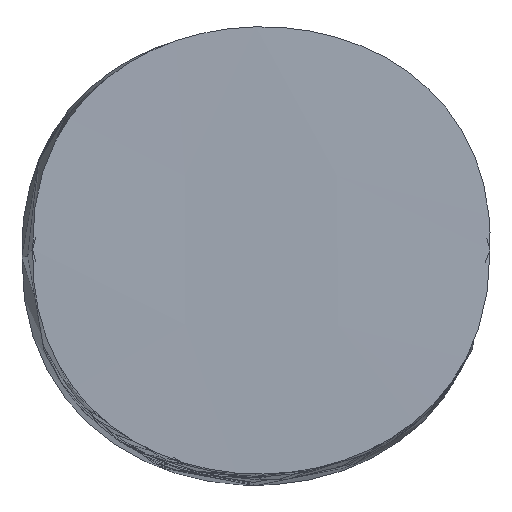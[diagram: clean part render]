
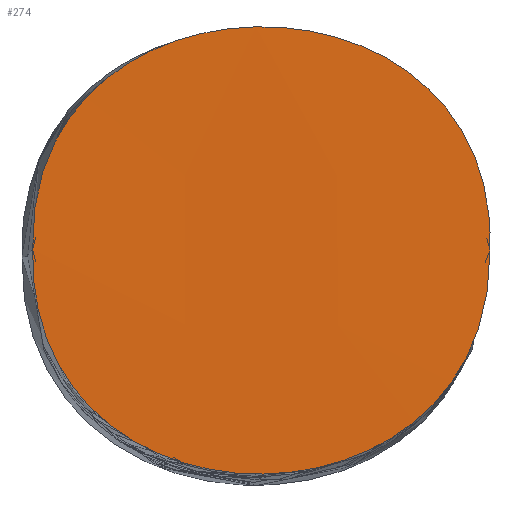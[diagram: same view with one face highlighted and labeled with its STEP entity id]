
A CAD part, top view. The second image highlights one B-rep face of the part: STEP entity #274.
In plain terms, the highlighted free-form (B-spline) face has degree [3, 3] with [4, 4] control points.
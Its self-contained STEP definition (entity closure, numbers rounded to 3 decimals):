
#79 = B_SPLINE_SURFACE_WITH_KNOTS('',3,3,(
    (#80,#81,#82,#83)
    ,(#84,#85,#86,#87)
    ,(#88,#89,#90,#91)
    ,(#92,#93,#94,#95
    )),.UNSPECIFIED.,.F.,.F.,.F.,(4,4),(4,4),(0.,1.),(0.,1.),
  .PIECEWISE_BEZIER_KNOTS.);
#80 = CARTESIAN_POINT('',(-0.129,-0.002,
    1.002));
#81 = CARTESIAN_POINT('',(-0.131,0.,
    0.336));
#82 = CARTESIAN_POINT('',(-0.129,0.004,
    -0.326));
#83 = CARTESIAN_POINT('',(-0.13,-0.009,
    -0.999));
#84 = CARTESIAN_POINT('',(-0.119,0.16,1.003)
  );
#85 = CARTESIAN_POINT('',(-0.113,0.155,0.329)
  );
#86 = CARTESIAN_POINT('',(-0.131,0.158,-0.342
    ));
#87 = CARTESIAN_POINT('',(-0.119,0.157,-0.999
    ));
#88 = CARTESIAN_POINT('',(0.125,0.147,0.996)
  );
#89 = CARTESIAN_POINT('',(0.127,0.157,0.328)
  );
#90 = CARTESIAN_POINT('',(0.128,0.139,-0.325)
  );
#91 = CARTESIAN_POINT('',(0.125,0.152,-1.003)
  );
#92 = CARTESIAN_POINT('',(0.125,-0.01,
    0.995));
#93 = CARTESIAN_POINT('',(0.127,-0.013,
    0.341));
#94 = CARTESIAN_POINT('',(0.125,-0.003,
    -0.343));
#95 = CARTESIAN_POINT('',(0.126,-0.018,
    -0.999));
#119 = B_SPLINE_SURFACE_WITH_KNOTS('',3,3,(
    (#120,#121,#122,#123)
    ,(#124,#125,#126,#127)
    ,(#128,#129,#130,#131)
    ,(#132,#133,#134,#135
    )),.UNSPECIFIED.,.F.,.F.,.F.,(4,4),(4,4),(0.,1.),(0.,1.),
  .PIECEWISE_BEZIER_KNOTS.);
#120 = CARTESIAN_POINT('',(0.115,0.006,
    0.997));
#121 = CARTESIAN_POINT('',(0.121,-0.008,
    0.331));
#122 = CARTESIAN_POINT('',(0.124,-0.003,
    -0.327));
#123 = CARTESIAN_POINT('',(0.124,0.003,
    -0.994));
#124 = CARTESIAN_POINT('',(0.118,-0.158,1.006
    ));
#125 = CARTESIAN_POINT('',(0.117,-0.155,0.346)
  );
#126 = CARTESIAN_POINT('',(0.128,-0.155,-0.326
    ));
#127 = CARTESIAN_POINT('',(0.117,-0.162,
    -0.995));
#128 = CARTESIAN_POINT('',(-0.123,-0.163,
    1.));
#129 = CARTESIAN_POINT('',(-0.119,-0.165,
    0.322));
#130 = CARTESIAN_POINT('',(-0.132,-0.164,
    -0.334));
#131 = CARTESIAN_POINT('',(-0.122,-0.171,
    -0.994));
#132 = CARTESIAN_POINT('',(-0.122,-0.001,
    0.996));
#133 = CARTESIAN_POINT('',(-0.127,-0.01,
    0.338));
#134 = CARTESIAN_POINT('',(-0.122,-0.003,
    -0.338));
#135 = CARTESIAN_POINT('',(-0.124,0.002,
    -1.005));
#150 = VERTEX_POINT('',#151);
#151 = CARTESIAN_POINT('',(0.122,-0.002,
    1.));
#174 = EDGE_CURVE('',#150,#175,#177,.T.);
#175 = VERTEX_POINT('',#176);
#176 = CARTESIAN_POINT('',(-0.121,-0.002,
    1.));
#177 = SURFACE_CURVE('',#178,(#183,#193),.PCURVE_S1.);
#178 = B_SPLINE_CURVE_WITH_KNOTS('',3,(#179,#180,#181,#182),
  .UNSPECIFIED.,.F.,.F.,(4,4),(0.,1.),.PIECEWISE_BEZIER_KNOTS.);
#179 = CARTESIAN_POINT('',(0.122,-0.002,
    1.));
#180 = CARTESIAN_POINT('',(0.124,-0.161,1.001
    ));
#181 = CARTESIAN_POINT('',(-0.125,-0.162,1.
    ));
#182 = CARTESIAN_POINT('',(-0.121,-0.002,
    1.));
#183 = PCURVE('',#119,#184);
#184 = DEFINITIONAL_REPRESENTATION('',(#185),#192);
#185 = B_SPLINE_CURVE_WITH_KNOTS('',5,(#186,#187,#188,#189,#190,#191),
  .UNSPECIFIED.,.F.,.F.,(6,6),(0.,1.),.PIECEWISE_BEZIER_KNOTS.);
#186 = CARTESIAN_POINT('',(0.016,-0.001));
#187 = CARTESIAN_POINT('',(0.215,-0.002));
#188 = CARTESIAN_POINT('',(0.351,-0.002));
#189 = CARTESIAN_POINT('',(0.616,-0.002));
#190 = CARTESIAN_POINT('',(0.8,-0.002));
#191 = CARTESIAN_POINT('',(0.999,-0.002));
#192 = ( GEOMETRIC_REPRESENTATION_CONTEXT(2) 
PARAMETRIC_REPRESENTATION_CONTEXT() REPRESENTATION_CONTEXT('2D SPACE',''
  ) );
#193 = PCURVE('',#194,#211);
#194 = B_SPLINE_SURFACE_WITH_KNOTS('',3,3,(
    (#195,#196,#197,#198)
    ,(#199,#200,#201,#202)
    ,(#203,#204,#205,#206)
    ,(#207,#208,#209,#210
    )),.UNSPECIFIED.,.F.,.F.,.F.,(4,4),(4,4),(0.,1.),(0.,1.),
  .PIECEWISE_BEZIER_KNOTS.);
#195 = CARTESIAN_POINT('',(-0.135,0.13,1.
    ));
#196 = CARTESIAN_POINT('',(-0.05,0.129,
    0.999));
#197 = CARTESIAN_POINT('',(0.037,0.13,
    1.001));
#198 = CARTESIAN_POINT('',(0.123,0.129,1.)
  );
#199 = CARTESIAN_POINT('',(-0.134,0.043,
    0.999));
#200 = CARTESIAN_POINT('',(-0.048,0.041,
    0.999));
#201 = CARTESIAN_POINT('',(0.037,0.044,
    1.));
#202 = CARTESIAN_POINT('',(0.124,0.042,
    1.));
#203 = CARTESIAN_POINT('',(-0.135,-0.044,
    0.999));
#204 = CARTESIAN_POINT('',(-0.049,-0.043,
    1.001));
#205 = CARTESIAN_POINT('',(0.039,-0.046,
    1.002));
#206 = CARTESIAN_POINT('',(0.124,-0.045,
    1.));
#207 = CARTESIAN_POINT('',(-0.134,-0.13,0.999
    ));
#208 = CARTESIAN_POINT('',(-0.048,-0.132,
    1.));
#209 = CARTESIAN_POINT('',(0.038,-0.131,
    1.));
#210 = CARTESIAN_POINT('',(0.124,-0.133,1.001
    ));
#211 = DEFINITIONAL_REPRESENTATION('',(#212),#217);
#212 = B_SPLINE_CURVE_WITH_KNOTS('',3,(#213,#214,#215,#216),
  .UNSPECIFIED.,.F.,.F.,(4,4),(0.,1.),.PIECEWISE_BEZIER_KNOTS.);
#213 = CARTESIAN_POINT('',(0.502,0.992));
#214 = CARTESIAN_POINT('',(1.108,0.998));
#215 = CARTESIAN_POINT('',(1.118,0.035));
#216 = CARTESIAN_POINT('',(0.505,0.051));
#217 = ( GEOMETRIC_REPRESENTATION_CONTEXT(2) 
PARAMETRIC_REPRESENTATION_CONTEXT() REPRESENTATION_CONTEXT('2D SPACE',''
  ) );
#248 = EDGE_CURVE('',#175,#150,#249,.T.);
#249 = SURFACE_CURVE('',#250,(#255,#264),.PCURVE_S1.);
#250 = B_SPLINE_CURVE_WITH_KNOTS('',3,(#251,#252,#253,#254),
  .UNSPECIFIED.,.F.,.F.,(4,4),(0.,1.),.PIECEWISE_BEZIER_KNOTS.);
#251 = CARTESIAN_POINT('',(-0.121,-0.002,
    1.));
#252 = CARTESIAN_POINT('',(-0.126,0.157,0.999
    ));
#253 = CARTESIAN_POINT('',(0.128,0.156,1.)
  );
#254 = CARTESIAN_POINT('',(0.122,-0.002,
    1.));
#255 = PCURVE('',#79,#256);
#256 = DEFINITIONAL_REPRESENTATION('',(#257),#263);
#257 = B_SPLINE_CURVE_WITH_KNOTS('',4,(#258,#259,#260,#261,#262),
  .UNSPECIFIED.,.F.,.F.,(5,5),(0.,1.),.PIECEWISE_BEZIER_KNOTS.);
#258 = CARTESIAN_POINT('',(0.001,0.001));
#259 = CARTESIAN_POINT('',(0.246,0.));
#260 = CARTESIAN_POINT('',(0.516,-0.001));
#261 = CARTESIAN_POINT('',(0.722,-0.001));
#262 = CARTESIAN_POINT('',(0.983,-0.002));
#263 = ( GEOMETRIC_REPRESENTATION_CONTEXT(2) 
PARAMETRIC_REPRESENTATION_CONTEXT() REPRESENTATION_CONTEXT('2D SPACE',''
  ) );
#264 = PCURVE('',#194,#265);
#265 = DEFINITIONAL_REPRESENTATION('',(#266),#272);
#266 = B_SPLINE_CURVE_WITH_KNOTS('',4,(#267,#268,#269,#270,#271),
  .UNSPECIFIED.,.F.,.F.,(5,5),(0.,1.),.PIECEWISE_BEZIER_KNOTS.);
#267 = CARTESIAN_POINT('',(0.505,0.051));
#268 = CARTESIAN_POINT('',(0.049,0.039));
#269 = CARTESIAN_POINT('',(-0.102,0.53));
#270 = CARTESIAN_POINT('',(0.05,1.01));
#271 = CARTESIAN_POINT('',(0.502,0.992));
#272 = ( GEOMETRIC_REPRESENTATION_CONTEXT(2) 
PARAMETRIC_REPRESENTATION_CONTEXT() REPRESENTATION_CONTEXT('2D SPACE',''
  ) );
#274 = ADVANCED_FACE('',(#275),#194,.T.);
#275 = FACE_BOUND('',#276,.F.);
#276 = EDGE_LOOP('',(#277,#278));
#277 = ORIENTED_EDGE('',*,*,#174,.T.);
#278 = ORIENTED_EDGE('',*,*,#248,.T.);
